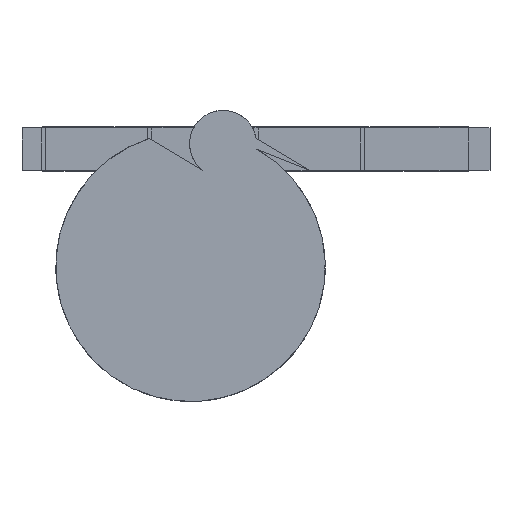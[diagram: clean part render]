
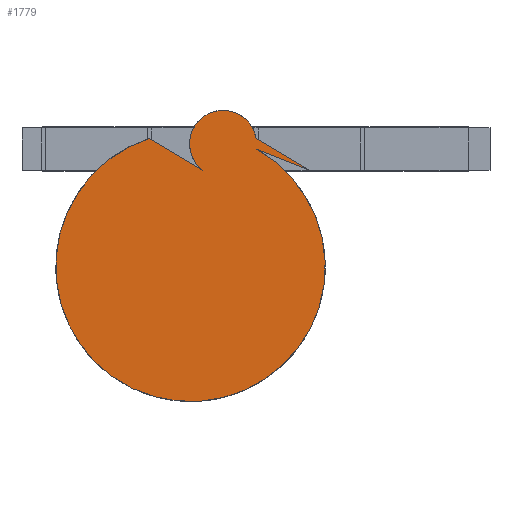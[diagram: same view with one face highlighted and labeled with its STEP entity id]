
A CAD part, top view. The second image highlights one B-rep face of the part: STEP entity #1779.
In plain terms, the highlighted planar face has unit normal (0, 0, 1).
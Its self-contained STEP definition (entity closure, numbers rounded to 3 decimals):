
#32 = CYLINDRICAL_SURFACE('',#33,63.342);
#33 = AXIS2_PLACEMENT_3D('',#34,#35,#36);
#34 = CARTESIAN_POINT('',(-30.786,-55.357,0.));
#35 = DIRECTION('',(0.,0.,-1.));
#36 = DIRECTION('',(0.486,0.874,0.));
#201 = VERTEX_POINT('',#202);
#202 = CARTESIAN_POINT('',(0.,0.,20.));
#216 = PLANE('',#217);
#217 = AXIS2_PLACEMENT_3D('',#218,#219,#220);
#218 = CARTESIAN_POINT('',(25.,-10.,0.));
#219 = DIRECTION('',(-0.371,-0.928,0.));
#220 = DIRECTION('',(-0.928,0.371,0.));
#228 = EDGE_CURVE('',#201,#229,#231,.T.);
#229 = VERTEX_POINT('',#230);
#230 = CARTESIAN_POINT('',(-50.,5.,20.));
#231 = SURFACE_CURVE('',#232,(#237,#244),.PCURVE_S1.);
#232 = CIRCLE('',#233,63.342);
#233 = AXIS2_PLACEMENT_3D('',#234,#235,#236);
#234 = CARTESIAN_POINT('',(-30.786,-55.357,20.));
#235 = DIRECTION('',(0.,0.,-1.));
#236 = DIRECTION('',(0.486,0.874,0.));
#237 = PCURVE('',#32,#238);
#238 = DEFINITIONAL_REPRESENTATION('',(#239),#243);
#239 = LINE('',#240,#241);
#240 = CARTESIAN_POINT('',(0.,-20.));
#241 = VECTOR('',#242,1.);
#242 = DIRECTION('',(1.,0.));
#243 = ( GEOMETRIC_REPRESENTATION_CONTEXT(2) 
PARAMETRIC_REPRESENTATION_CONTEXT() REPRESENTATION_CONTEXT('2D SPACE',''
  ) );
#244 = PCURVE('',#245,#250);
#245 = PLANE('',#246);
#246 = AXIS2_PLACEMENT_3D('',#247,#248,#249);
#247 = CARTESIAN_POINT('',(-30.498,-52.674,20.));
#248 = DIRECTION('',(-0.,-0.,-1.));
#249 = DIRECTION('',(-1.,0.,0.));
#250 = DEFINITIONAL_REPRESENTATION('',(#251),#255);
#251 = CIRCLE('',#252,63.342);
#252 = AXIS2_PLACEMENT_2D('',#253,#254);
#253 = CARTESIAN_POINT('',(0.288,-2.683));
#254 = DIRECTION('',(-0.486,0.874));
#255 = ( GEOMETRIC_REPRESENTATION_CONTEXT(2) 
PARAMETRIC_REPRESENTATION_CONTEXT() REPRESENTATION_CONTEXT('2D SPACE',''
  ) );
#273 = PLANE('',#274);
#274 = AXIS2_PLACEMENT_3D('',#275,#276,#277);
#275 = CARTESIAN_POINT('',(-50.,5.,0.));
#276 = DIRECTION('',(0.514,0.857,-0.));
#277 = DIRECTION('',(0.857,-0.514,0.));
#1684 = EDGE_CURVE('',#229,#1685,#1687,.T.);
#1685 = VERTEX_POINT('',#1686);
#1686 = CARTESIAN_POINT('',(-25.,-10.,20.));
#1687 = SURFACE_CURVE('',#1688,(#1692,#1699),.PCURVE_S1.);
#1688 = LINE('',#1689,#1690);
#1689 = CARTESIAN_POINT('',(-50.,5.,20.));
#1690 = VECTOR('',#1691,1.);
#1691 = DIRECTION('',(0.857,-0.514,0.));
#1692 = PCURVE('',#273,#1693);
#1693 = DEFINITIONAL_REPRESENTATION('',(#1694),#1698);
#1694 = LINE('',#1695,#1696);
#1695 = CARTESIAN_POINT('',(0.,-20.));
#1696 = VECTOR('',#1697,1.);
#1697 = DIRECTION('',(1.,0.));
#1698 = ( GEOMETRIC_REPRESENTATION_CONTEXT(2) 
PARAMETRIC_REPRESENTATION_CONTEXT() REPRESENTATION_CONTEXT('2D SPACE',''
  ) );
#1699 = PCURVE('',#245,#1700);
#1700 = DEFINITIONAL_REPRESENTATION('',(#1701),#1705);
#1701 = LINE('',#1702,#1703);
#1702 = CARTESIAN_POINT('',(19.502,57.674));
#1703 = VECTOR('',#1704,1.);
#1704 = DIRECTION('',(-0.857,-0.514));
#1705 = ( GEOMETRIC_REPRESENTATION_CONTEXT(2) 
PARAMETRIC_REPRESENTATION_CONTEXT() REPRESENTATION_CONTEXT('2D SPACE',''
  ) );
#1723 = CYLINDRICAL_SURFACE('',#1724,15.7);
#1724 = AXIS2_PLACEMENT_3D('',#1725,#1726,#1727);
#1725 = CARTESIAN_POINT('',(-15.5,2.5,0.));
#1726 = DIRECTION('',(-0.,0.,-1.));
#1727 = DIRECTION('',(0.987,-0.159,-0.));
#1779 = ADVANCED_FACE('',(#1780),#245,.F.);
#1780 = FACE_BOUND('',#1781,.F.);
#1781 = EDGE_LOOP('',(#1782,#1783,#1807,#1835,#1856));
#1782 = ORIENTED_EDGE('',*,*,#1684,.T.);
#1783 = ORIENTED_EDGE('',*,*,#1784,.T.);
#1784 = EDGE_CURVE('',#1685,#1785,#1787,.T.);
#1785 = VERTEX_POINT('',#1786);
#1786 = CARTESIAN_POINT('',(0.,5.,20.));
#1787 = SURFACE_CURVE('',#1788,(#1793,#1800),.PCURVE_S1.);
#1788 = CIRCLE('',#1789,15.7);
#1789 = AXIS2_PLACEMENT_3D('',#1790,#1791,#1792);
#1790 = CARTESIAN_POINT('',(-15.5,2.5,20.));
#1791 = DIRECTION('',(-0.,0.,-1.));
#1792 = DIRECTION('',(0.987,-0.159,-0.));
#1793 = PCURVE('',#245,#1794);
#1794 = DEFINITIONAL_REPRESENTATION('',(#1795),#1799);
#1795 = CIRCLE('',#1796,15.7);
#1796 = AXIS2_PLACEMENT_2D('',#1797,#1798);
#1797 = CARTESIAN_POINT('',(-14.998,55.174));
#1798 = DIRECTION('',(-0.987,-0.159));
#1799 = ( GEOMETRIC_REPRESENTATION_CONTEXT(2) 
PARAMETRIC_REPRESENTATION_CONTEXT() REPRESENTATION_CONTEXT('2D SPACE',''
  ) );
#1800 = PCURVE('',#1723,#1801);
#1801 = DEFINITIONAL_REPRESENTATION('',(#1802),#1806);
#1802 = LINE('',#1803,#1804);
#1803 = CARTESIAN_POINT('',(0.,-20.));
#1804 = VECTOR('',#1805,1.);
#1805 = DIRECTION('',(1.,0.));
#1806 = ( GEOMETRIC_REPRESENTATION_CONTEXT(2) 
PARAMETRIC_REPRESENTATION_CONTEXT() REPRESENTATION_CONTEXT('2D SPACE',''
  ) );
#1807 = ORIENTED_EDGE('',*,*,#1808,.F.);
#1808 = EDGE_CURVE('',#1809,#1785,#1811,.T.);
#1809 = VERTEX_POINT('',#1810);
#1810 = CARTESIAN_POINT('',(25.,-10.,20.));
#1811 = SURFACE_CURVE('',#1812,(#1816,#1823),.PCURVE_S1.);
#1812 = LINE('',#1813,#1814);
#1813 = CARTESIAN_POINT('',(25.,-10.,20.));
#1814 = VECTOR('',#1815,1.);
#1815 = DIRECTION('',(-0.857,0.514,0.));
#1816 = PCURVE('',#245,#1817);
#1817 = DEFINITIONAL_REPRESENTATION('',(#1818),#1822);
#1818 = LINE('',#1819,#1820);
#1819 = CARTESIAN_POINT('',(-55.498,42.674));
#1820 = VECTOR('',#1821,1.);
#1821 = DIRECTION('',(0.857,0.514));
#1822 = ( GEOMETRIC_REPRESENTATION_CONTEXT(2) 
PARAMETRIC_REPRESENTATION_CONTEXT() REPRESENTATION_CONTEXT('2D SPACE',''
  ) );
#1823 = PCURVE('',#1824,#1829);
#1824 = PLANE('',#1825);
#1825 = AXIS2_PLACEMENT_3D('',#1826,#1827,#1828);
#1826 = CARTESIAN_POINT('',(0.,5.,0.));
#1827 = DIRECTION('',(0.514,0.857,-0.));
#1828 = DIRECTION('',(0.857,-0.514,0.));
#1829 = DEFINITIONAL_REPRESENTATION('',(#1830),#1834);
#1830 = LINE('',#1831,#1832);
#1831 = CARTESIAN_POINT('',(29.155,-20.));
#1832 = VECTOR('',#1833,1.);
#1833 = DIRECTION('',(-1.,-0.));
#1834 = ( GEOMETRIC_REPRESENTATION_CONTEXT(2) 
PARAMETRIC_REPRESENTATION_CONTEXT() REPRESENTATION_CONTEXT('2D SPACE',''
  ) );
#1835 = ORIENTED_EDGE('',*,*,#1836,.T.);
#1836 = EDGE_CURVE('',#1809,#201,#1837,.T.);
#1837 = SURFACE_CURVE('',#1838,(#1842,#1849),.PCURVE_S1.);
#1838 = LINE('',#1839,#1840);
#1839 = CARTESIAN_POINT('',(25.,-10.,20.));
#1840 = VECTOR('',#1841,1.);
#1841 = DIRECTION('',(-0.928,0.371,0.));
#1842 = PCURVE('',#245,#1843);
#1843 = DEFINITIONAL_REPRESENTATION('',(#1844),#1848);
#1844 = LINE('',#1845,#1846);
#1845 = CARTESIAN_POINT('',(-55.498,42.674));
#1846 = VECTOR('',#1847,1.);
#1847 = DIRECTION('',(0.928,0.371));
#1848 = ( GEOMETRIC_REPRESENTATION_CONTEXT(2) 
PARAMETRIC_REPRESENTATION_CONTEXT() REPRESENTATION_CONTEXT('2D SPACE',''
  ) );
#1849 = PCURVE('',#216,#1850);
#1850 = DEFINITIONAL_REPRESENTATION('',(#1851),#1855);
#1851 = LINE('',#1852,#1853);
#1852 = CARTESIAN_POINT('',(0.,-20.));
#1853 = VECTOR('',#1854,1.);
#1854 = DIRECTION('',(1.,0.));
#1855 = ( GEOMETRIC_REPRESENTATION_CONTEXT(2) 
PARAMETRIC_REPRESENTATION_CONTEXT() REPRESENTATION_CONTEXT('2D SPACE',''
  ) );
#1856 = ORIENTED_EDGE('',*,*,#228,.T.);
